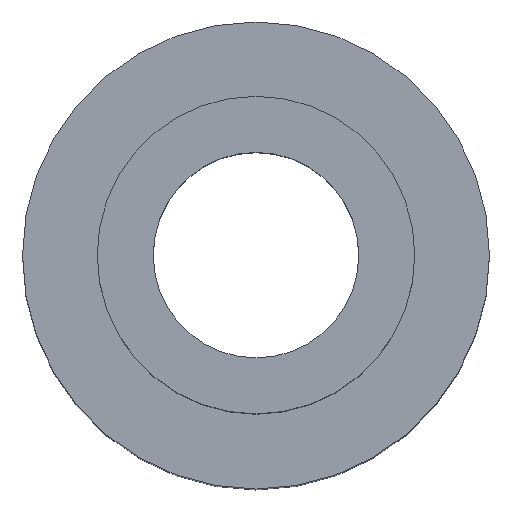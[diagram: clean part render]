
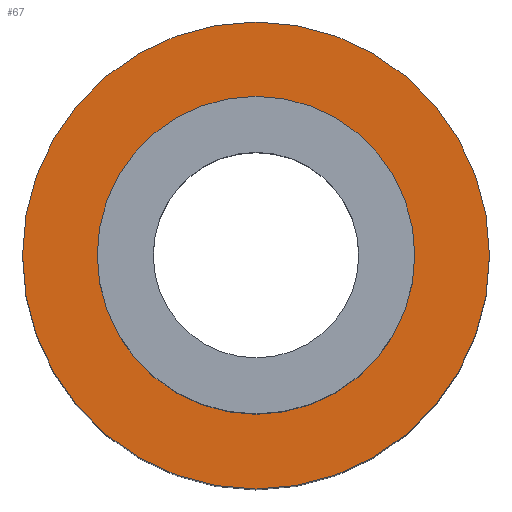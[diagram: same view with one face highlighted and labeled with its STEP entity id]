
A CAD part, top view. The second image highlights one B-rep face of the part: STEP entity #67.
In plain terms, the highlighted planar face has unit normal (0, 0, 1).
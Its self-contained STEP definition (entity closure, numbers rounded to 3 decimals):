
#67=ADVANCED_FACE('',(#148,#150),#152,.T.);
#148=FACE_BOUND('',#149,.T.);
#149=EDGE_LOOP('',(#222));
#150=FACE_BOUND('',#151,.T.);
#151=EDGE_LOOP('',(#223));
#152=PLANE('',#153);
#153=AXIS2_PLACEMENT_3D('',#154,#155,#156);
#154=CARTESIAN_POINT('',(0.,0.,20.));
#155=DIRECTION('',(0.,0.,1.));
#156=DIRECTION('',(-1.,0.,0.));
#222=ORIENTED_EDGE('',*,*,#240,.T.);
#223=ORIENTED_EDGE('',*,*,#241,.T.);
#240=EDGE_CURVE('',#251,#251,#252,.T.);
#241=EDGE_CURVE('',#253,#253,#254,.F.);
#251=VERTEX_POINT('',#275);
#252=CIRCLE('',#276,6.25);
#253=VERTEX_POINT('',#280);
#254=CIRCLE('',#281,4.25);
#275=CARTESIAN_POINT('',(-6.25,0.,20.));
#276=AXIS2_PLACEMENT_3D('',#277,#278,#279);
#277=CARTESIAN_POINT('',(0.,0.,20.));
#278=DIRECTION('',(0.,0.,1.));
#279=DIRECTION('',(-1.,0.,0.));
#280=CARTESIAN_POINT('',(-4.25,0.,20.));
#281=AXIS2_PLACEMENT_3D('',#282,#283,#284);
#282=CARTESIAN_POINT('',(0.,0.,20.));
#283=DIRECTION('',(0.,0.,1.));
#284=DIRECTION('',(-1.,0.,0.));
